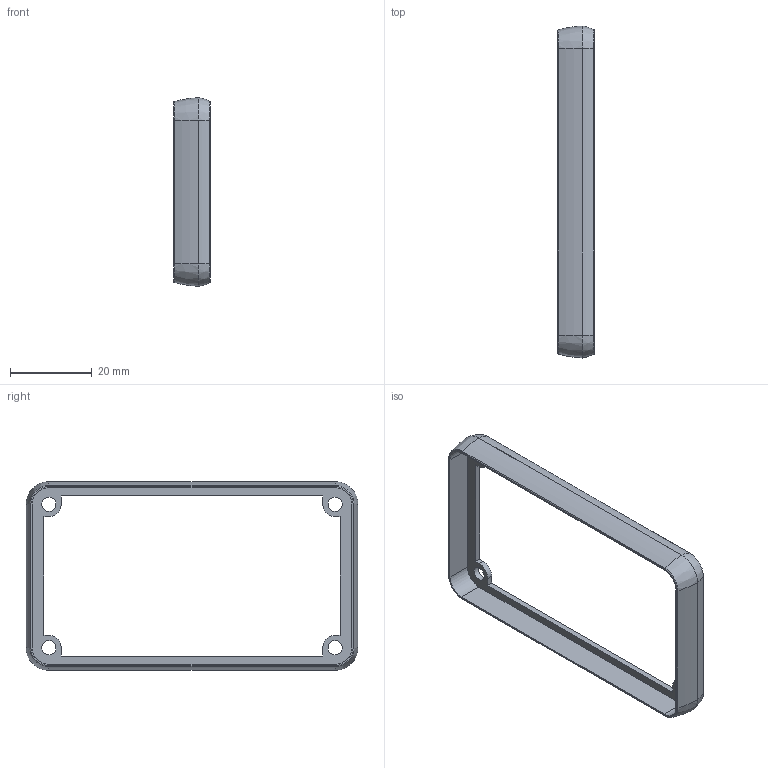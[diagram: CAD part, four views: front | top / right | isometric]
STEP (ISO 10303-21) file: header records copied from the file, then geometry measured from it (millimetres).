
FILE_DESCRIPTION(('FreeCAD Model'),'2;1');
FILE_NAME('Hammond_1455K1201-EndPlateInterface.step','2019-09-06T09:43:53',('Author'),(''), 'Open CASCADE STEP processor 7.3','FreeCAD','Unknown');
FILE_SCHEMA(('AUTOMOTIVE_DESIGN { 1 0 10303 214 1 1 1 1 }'));
Length unit declared in the file: millimetre
Products named in the file (1): K_Bezel_Open
Bounding box: 9 x 81.13 x 46.13 mm (x, y, z)
Volume: 3209 mm3; surface area: 5756.3 mm2
Topology: 1 solids, 1 shells, 80 faces, 200 edges, 124 vertices
Faces by surface type: cylinder 36, plane 24, torus 12, bspline 8
Full cylindrical faces by diameter (mm): 3.5 x4
Entity records: 5661 total; most frequent: CARTESIAN_POINT 1593, DIRECTION 794, LINE 436, VECTOR 436, ORIENTED_EDGE 400, PCURVE 400, DEFINITIONAL_REPRESENTATION 400, EDGE_CURVE 200
